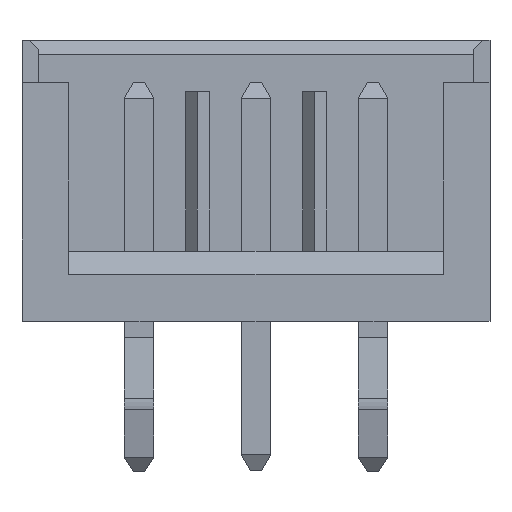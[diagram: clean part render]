
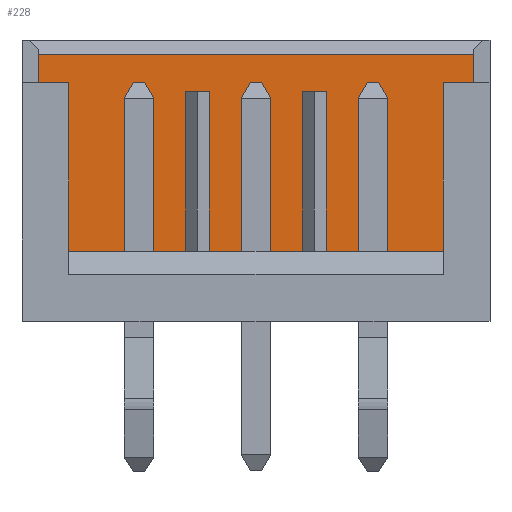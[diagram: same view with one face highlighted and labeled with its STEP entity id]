
A CAD part, front view. The second image highlights one B-rep face of the part: STEP entity #228.
In plain terms, the highlighted planar face has unit normal (0, -1, 0).
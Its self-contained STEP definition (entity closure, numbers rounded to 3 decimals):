
#228 = ADVANCED_FACE( '', ( #534 ), #535, .T. );
#534 = FACE_OUTER_BOUND( '', #949, .T. );
#535 = PLANE( '', #950 );
#949 = EDGE_LOOP( '', ( #1370, #1371, #1372, #1373, #1374, #1375, #1376, #1377, #1378, #1379, #1380, #1381 ) );
#950 = AXIS2_PLACEMENT_3D( '', #1382, #1383, #1384 );
#1370 = ORIENTED_EDGE( '', *, *, #2567, .F. );
#1371 = ORIENTED_EDGE( '', *, *, #2568, .T. );
#1372 = ORIENTED_EDGE( '', *, *, #2569, .T. );
#1373 = ORIENTED_EDGE( '', *, *, #2570, .T. );
#1374 = ORIENTED_EDGE( '', *, *, #2571, .T. );
#1375 = ORIENTED_EDGE( '', *, *, #2572, .T. );
#1376 = ORIENTED_EDGE( '', *, *, #2573, .F. );
#1377 = ORIENTED_EDGE( '', *, *, #2574, .T. );
#1378 = ORIENTED_EDGE( '', *, *, #2575, .F. );
#1379 = ORIENTED_EDGE( '', *, *, #2576, .T. );
#1380 = ORIENTED_EDGE( '', *, *, #2577, .T. );
#1381 = ORIENTED_EDGE( '', *, *, #2578, .T. );
#1382 = CARTESIAN_POINT( '', ( -4.65, 1.5, -1.5 ) );
#1383 = DIRECTION( '', ( 0., -1., 0. ) );
#1384 = DIRECTION( '', ( 0., 0., -1. ) );
#2567 = EDGE_CURVE( '', #3054, #3055, #3056, .T. );
#2568 = EDGE_CURVE( '', #3054, #3057, #3058, .T. );
#2569 = EDGE_CURVE( '', #3057, #3059, #3060, .T. );
#2570 = EDGE_CURVE( '', #3059, #3061, #3062, .T. );
#2571 = EDGE_CURVE( '', #3061, #3063, #3064, .T. );
#2572 = EDGE_CURVE( '', #3063, #3065, #3066, .T. );
#2573 = EDGE_CURVE( '', #3067, #3065, #3068, .T. );
#2574 = EDGE_CURVE( '', #3067, #3069, #3070, .T. );
#2575 = EDGE_CURVE( '', #3071, #3069, #3072, .T. );
#2576 = EDGE_CURVE( '', #3071, #3073, #3074, .T. );
#2577 = EDGE_CURVE( '', #3073, #3075, #3076, .T. );
#2578 = EDGE_CURVE( '', #3075, #3055, #3077, .T. );
#3054 = VERTEX_POINT( '', #3759 );
#3055 = VERTEX_POINT( '', #3760 );
#3056 = LINE( '', #3761, #3762 );
#3057 = VERTEX_POINT( '', #3763 );
#3058 = LINE( '', #3764, #3765 );
#3059 = VERTEX_POINT( '', #3766 );
#3060 = LINE( '', #3767, #3768 );
#3061 = VERTEX_POINT( '', #3769 );
#3062 = LINE( '', #3770, #3771 );
#3063 = VERTEX_POINT( '', #3772 );
#3064 = LINE( '', #3773, #3774 );
#3065 = VERTEX_POINT( '', #3775 );
#3066 = LINE( '', #3776, #3777 );
#3067 = VERTEX_POINT( '', #3778 );
#3068 = LINE( '', #3779, #3780 );
#3069 = VERTEX_POINT( '', #3781 );
#3070 = LINE( '', #3782, #3783 );
#3071 = VERTEX_POINT( '', #3784 );
#3072 = LINE( '', #3785, #3786 );
#3073 = VERTEX_POINT( '', #3787 );
#3074 = LINE( '', #3788, #3789 );
#3075 = VERTEX_POINT( '', #3790 );
#3076 = LINE( '', #3791, #3792 );
#3077 = LINE( '', #3793, #3794 );
#3759 = CARTESIAN_POINT( '', ( 1., 1.5, 1.9 ) );
#3760 = CARTESIAN_POINT( '', ( 1., 1.5, -1.5 ) );
#3761 = CARTESIAN_POINT( '', ( 1., 1.5, 1.9 ) );
#3762 = VECTOR( '', #4762, 1000. );
#3763 = CARTESIAN_POINT( '', ( 1.5, 1.5, 1.9 ) );
#3764 = CARTESIAN_POINT( '', ( 1., 1.5, 1.9 ) );
#3765 = VECTOR( '', #4763, 1000. );
#3766 = CARTESIAN_POINT( '', ( 1.5, 1.5, -1.5 ) );
#3767 = CARTESIAN_POINT( '', ( 1.5, 1.5, 1.9 ) );
#3768 = VECTOR( '', #4764, 1000. );
#3769 = CARTESIAN_POINT( '', ( 4.65, 1.5, -1.5 ) );
#3770 = CARTESIAN_POINT( '', ( -4.65, 1.5, -1.5 ) );
#3771 = VECTOR( '', #4765, 1000. );
#3772 = CARTESIAN_POINT( '', ( 4.65, 1.5, 2.7 ) );
#3773 = CARTESIAN_POINT( '', ( 4.65, 1.5, -1.5 ) );
#3774 = VECTOR( '', #4766, 1000. );
#3775 = CARTESIAN_POINT( '', ( -4.65, 1.5, 2.7 ) );
#3776 = CARTESIAN_POINT( '', ( -4.65, 1.5, 2.7 ) );
#3777 = VECTOR( '', #4767, 1000. );
#3778 = CARTESIAN_POINT( '', ( -4.65, 1.5, -1.5 ) );
#3779 = CARTESIAN_POINT( '', ( -4.65, 1.5, -1.5 ) );
#3780 = VECTOR( '', #4768, 1000. );
#3781 = CARTESIAN_POINT( '', ( -1.5, 1.5, -1.5 ) );
#3782 = CARTESIAN_POINT( '', ( -4.65, 1.5, -1.5 ) );
#3783 = VECTOR( '', #4769, 1000. );
#3784 = CARTESIAN_POINT( '', ( -1.5, 1.5, 1.9 ) );
#3785 = CARTESIAN_POINT( '', ( -1.5, 1.5, 1.9 ) );
#3786 = VECTOR( '', #4770, 1000. );
#3787 = CARTESIAN_POINT( '', ( -1., 1.5, 1.9 ) );
#3788 = CARTESIAN_POINT( '', ( -1.5, 1.5, 1.9 ) );
#3789 = VECTOR( '', #4771, 1000. );
#3790 = CARTESIAN_POINT( '', ( -1., 1.5, -1.5 ) );
#3791 = CARTESIAN_POINT( '', ( -1., 1.5, 1.9 ) );
#3792 = VECTOR( '', #4772, 1000. );
#3793 = CARTESIAN_POINT( '', ( -4.65, 1.5, -1.5 ) );
#3794 = VECTOR( '', #4773, 1000. );
#4762 = DIRECTION( '', ( 0., 0., -1. ) );
#4763 = DIRECTION( '', ( 1., 0., 0. ) );
#4764 = DIRECTION( '', ( 0., 0., -1. ) );
#4765 = DIRECTION( '', ( 1., 0., 0. ) );
#4766 = DIRECTION( '', ( 0., 0., 1. ) );
#4767 = DIRECTION( '', ( -1., 0., 0. ) );
#4768 = DIRECTION( '', ( 0., 0., 1. ) );
#4769 = DIRECTION( '', ( 1., 0., 0. ) );
#4770 = DIRECTION( '', ( 0., 0., -1. ) );
#4771 = DIRECTION( '', ( 1., 0., 0. ) );
#4772 = DIRECTION( '', ( 0., 0., -1. ) );
#4773 = DIRECTION( '', ( 1., 0., 0. ) );
